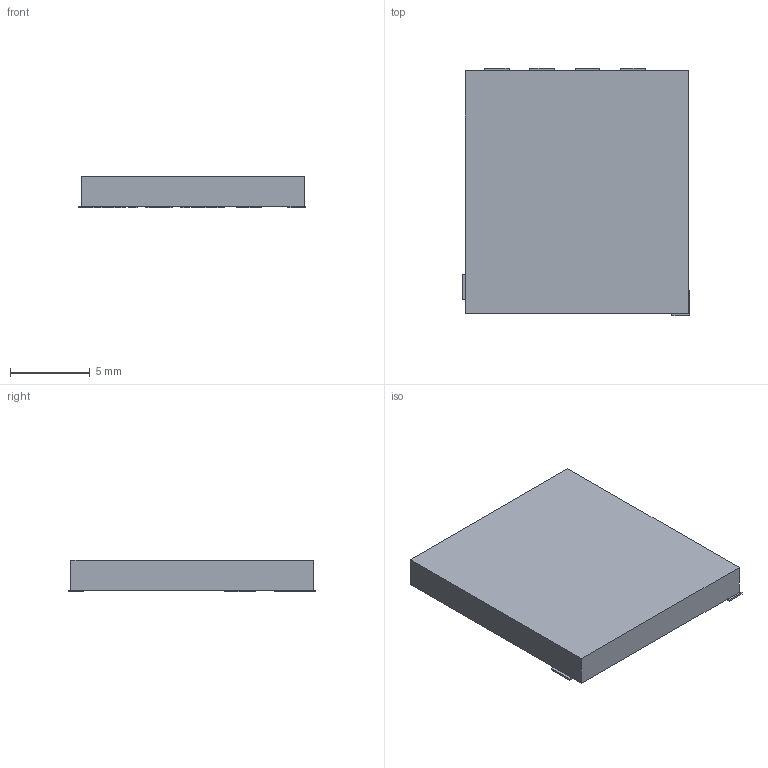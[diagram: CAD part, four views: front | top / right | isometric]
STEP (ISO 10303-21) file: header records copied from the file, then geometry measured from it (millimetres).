
FILE_DESCRIPTION(('FreeCAD Model'),'2;1');
FILE_NAME('13353279.1.7.stp','2020-12-01T12:18:30',( 'Author'),(''),'Open CASCADE STEP processor 6.9','FreeCAD','Unknown' );
FILE_SCHEMA(('AUTOMOTIVE_DESIGN { 1 0 10303 214 1 1 1 1 }'));
Length unit declared in the file: millimetre
Products named in the file (3): ASSEMBLY; Body; Pins
Assembly tree (2 placements, depth 2):
  ASSEMBLY
    Body
    Pins
Bounding box: 14.27 x 15.54 x 2 mm (x, y, z)
Volume: 405.9 mm3; surface area: 574.2 mm2
Topology: 15 solids, 15 shells, 90 faces, 180 edges, 120 vertices
Faces by surface type: plane 90
Entity records: 4781 total; most frequent: CARTESIAN_POINT 753, DIRECTION 726, LINE 540, VECTOR 540, ORIENTED_EDGE 360, PCURVE 360, DEFINITIONAL_REPRESENTATION 360, EDGE_CURVE 180
